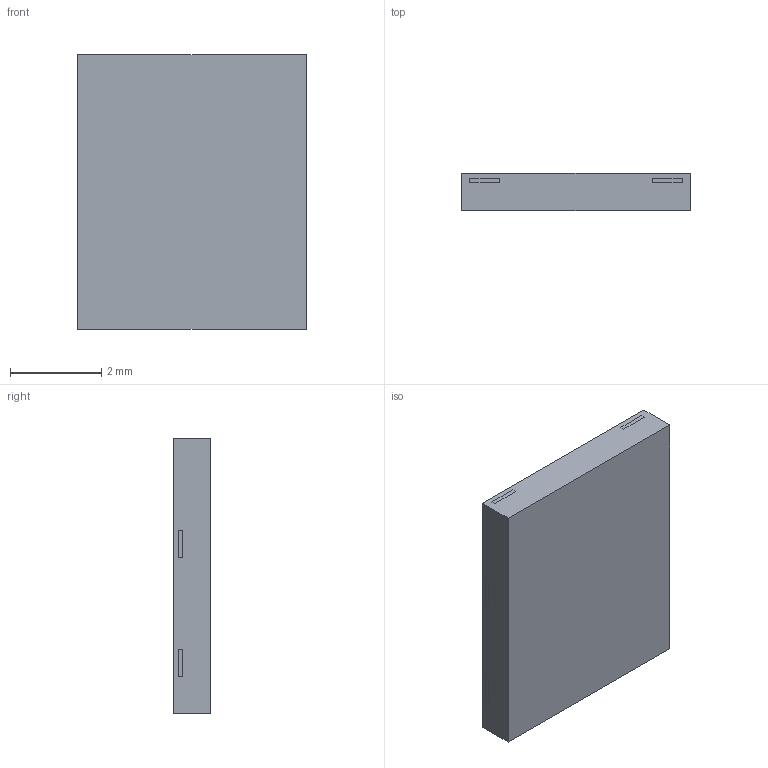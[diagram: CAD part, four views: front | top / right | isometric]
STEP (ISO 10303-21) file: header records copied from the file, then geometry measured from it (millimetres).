
FILE_DESCRIPTION(/* description */ ('Unknown'),/* implementation_level */ '2;1');
FILE_NAME(/* name */ 'DFN5060-4_STP',/* time_stamp */ '2020-11-13T15:58:26+08:00',/* author */ ('Unknown'),/* organization */ ('Unknown'),/* preprocessor_version */ 'ST-DEVELOPER v16.7',/* originating_system */ 'DEX',/* authorisation */ $);
FILE_SCHEMA (('AUTOMOTIVE_DESIGN {1 0 10303 214 3 1 1}'));
Length unit declared in the file: millimetre
Products named in the file (3): DFN5060-4; DFN5060-4 A LDF; DFN5060 EMC
Assembly tree (2 placements, depth 2):
  DFN5060-4
    DFN5060-4 A LDF
    DFN5060 EMC
Bounding box: 5 x 0.8 x 6 mm (x, y, z)
Volume: 24 mm3; surface area: 168.4 mm2
Topology: 5 solids, 5 shells, 298 faces, 840 edges, 548 vertices
Faces by surface type: plane 194, cylinder 104
Entity records: 10744 total; most frequent: CARTESIAN_POINT 1689, ORIENTED_EDGE 1680, DIRECTION 1650, EDGE_CURVE 840, LINE 632, VECTOR 632, VERTEX_POINT 548, AXIS2_PLACEMENT_3D 509
